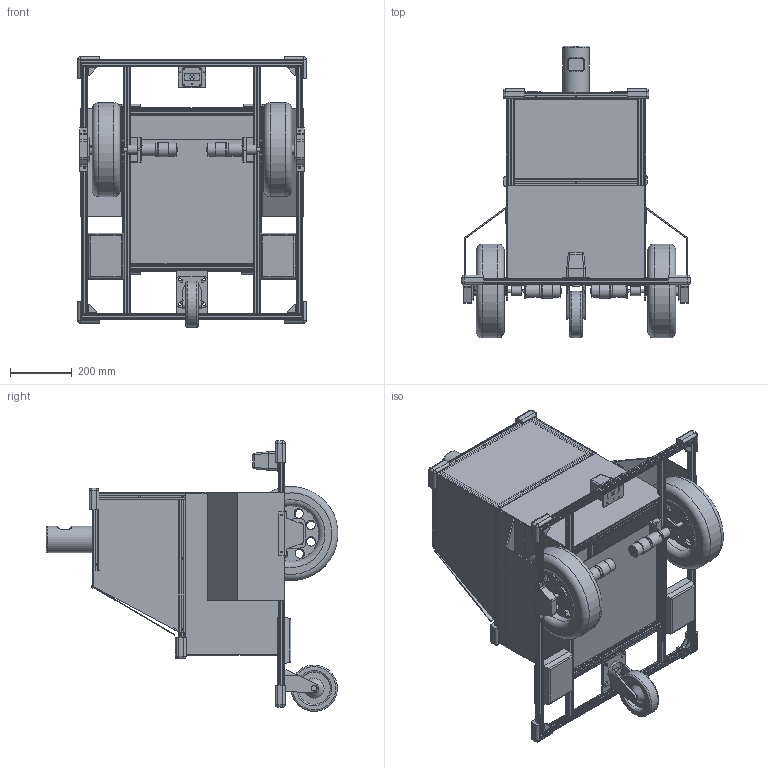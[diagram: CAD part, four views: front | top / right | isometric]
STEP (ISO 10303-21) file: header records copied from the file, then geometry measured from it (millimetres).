
FILE_DESCRIPTION(/* description */ (''),/* implementation_level */ '2;1');
FILE_NAME(/* name */ '機体.stp',/* time_stamp */ '2023-07-13T13:59:03+09:00',/* author */ ('shunyahara'),/* organization */ (''),/* preprocessor_version */ 'ST-DEVELOPER v19',/* originating_system */ 'Autodesk Inventor 2023',/* authorisation */ '');
FILE_SCHEMA (('AUTOMOTIVE_DESIGN { 1 0 10303 214 3 1 1 }'));
Length unit declared in the file: millimetre
Products named in the file (55): 機体; 機体_1; 高剛性フレーム; 高剛性フレーム_1; 高剛性フレーム_2; 高剛性フレーム_3; 高剛性フレーム_4; ブラケット2; 高剛性フレーム_5; 高剛性フレーム_6; 高剛性フレーム_7; 車輪部分; 車軸; 車輪; 車輪ハブ1; ベアリング12x18; カップリング; IG42C-144; RS-775; 車軸受け板; 車軸受け板_1; モータースペーサ; セットカラー; AMT102-1; モータースペーサ_1; エンコーダガード2; 車軸受け板3; メカロック; 自由輪部分; 自由輪; 自由輪パーツ2; 自由輪パーツ1; 自由輪パーツ3; LRFマウント; PCパーツ1; 回路スペース; PCパーツ2; 防水1; 防水2; 防水2_1 ...
Assembly tree (90 placements, depth 4):
  機体
    機体_1
      高剛性フレーム_1  x4
      高剛性フレーム_2  x2
      高剛性フレーム  x2
      高剛性フレーム_3  x2
      高剛性フレーム_4  x2
      高剛性フレーム_7  x6
      ブラケット2  x4
      高剛性フレーム_5  x2
      高剛性フレーム_6  x2
    車輪部分  x2
      車軸
      車輪
      車輪ハブ1
      車軸受け板
      ベアリング12x18
      カップリング
      IG42C-144
      RS-775
      車軸受け板_1
      モータースペーサ
      セットカラー
      AMT102-1
      モータースペーサ_1
      エンコーダガード2
      車軸受け板3
      メカロック
    自由輪部分
      自由輪
        自由輪パーツ2
        自由輪パーツ1
        自由輪パーツ3
      LRFマウント
    PCパーツ1
    回路スペース
    PCパーツ2
    防水1  x2
    防水2
    防水2_1
    蝶番1  x2
    蝶番1_1  x2
    防水2_2
    防水2-1
    防水5  x2
    防水p2  x2
    防水p3
    防水p4
    クッション  x8
    回路スペース2
    タイヤカバー  x2
    おもり  x2
    LRFマウント_1
    raida- 
    hdl32e
Bounding box: 738 x 943.57 x 875.99 mm (x, y, z)
Volume: 24761442.4 mm3; surface area: 7684673.2 mm2
Topology: 105 solids, 105 shells, 2443 faces, 6276 edges, 4134 vertices
Faces by surface type: plane 1697, cylinder 665, torus 37, sphere 24, cone 10, bspline 10
Full cylindrical faces by diameter (mm): 2.78 x4, 3 x41, 3.2 x9, 3.5 x8, 4 x11, 4.2 x22, 4.5 x8, 5 x95, 5.5 x4, 6 x12, 6.2 x16, 8 x24, 10 x4, 12 x10, 15 x4, 16 x2, 18 x2, 20 x2, 24 x12, 25.1 x2, 26 x4, 26.1 x6, 26.5 x4, 28.5 x2, 30 x18, 42 x2, 42.1 x4, 46.3 x2, 70 x4, 75 x2
Entity records: 37274 total; most frequent: CARTESIAN_POINT 6599, DIRECTION 6154, ORIENTED_EDGE 5796, EDGE_CURVE 2898, LINE 2130, VECTOR 2130, AXIS2_PLACEMENT_3D 2012, VERTEX_POINT 1910
